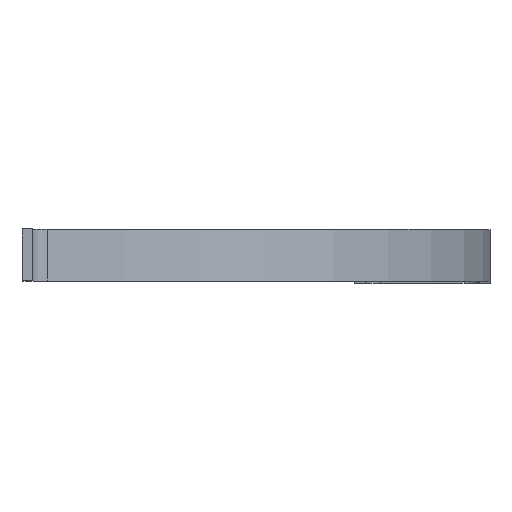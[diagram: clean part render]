
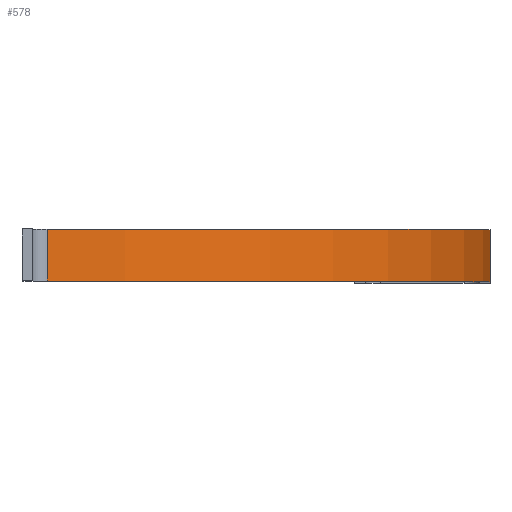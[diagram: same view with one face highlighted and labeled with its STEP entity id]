
A CAD part, top view. The second image highlights one B-rep face of the part: STEP entity #578.
In plain terms, the highlighted cylindrical face has radius 450 mm (diameter 900 mm), a partial arc.
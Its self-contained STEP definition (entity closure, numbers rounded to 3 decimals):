
#14 = CARTESIAN_POINT ( 'NONE',  ( 0., 0., 0. ) ) ;
#40 = DIRECTION ( 'NONE',  ( 0., 0., -1. ) ) ;
#55 = CARTESIAN_POINT ( 'NONE',  ( 450., 50., 0. ) ) ;
#88 = EDGE_CURVE ( 'NONE', #735, #590, #799, .T. ) ;
#194 = DIRECTION ( 'NONE',  ( 0., -1., 0. ) ) ;
#216 = ORIENTED_EDGE ( 'NONE', *, *, #88, .F. ) ;
#222 = ORIENTED_EDGE ( 'NONE', *, *, #366, .T. ) ;
#251 = CARTESIAN_POINT ( 'NONE',  ( 0., 50., 0. ) ) ;
#274 = AXIS2_PLACEMENT_3D ( 'NONE', #937, #728, #40 ) ;
#304 = CIRCLE ( 'NONE', #972, 450. ) ;
#361 = EDGE_CURVE ( 'NONE', #523, #735, #304, .T. ) ;
#366 = EDGE_CURVE ( 'NONE', #638, #590, #854, .T. ) ;
#420 = CARTESIAN_POINT ( 'NONE',  ( 24.194, 50., 449.349 ) ) ;
#425 = CYLINDRICAL_SURFACE ( 'NONE', #274, 450. ) ;
#426 = AXIS2_PLACEMENT_3D ( 'NONE', #14, #700, #475 ) ;
#427 = CARTESIAN_POINT ( 'NONE',  ( 450., 50., 0. ) ) ;
#455 = VECTOR ( 'NONE', #194, 1000. ) ;
#475 = DIRECTION ( 'NONE',  ( 1., 0., 0. ) ) ;
#483 = FACE_OUTER_BOUND ( 'NONE', #911, .T. ) ;
#523 = VERTEX_POINT ( 'NONE', #420 ) ;
#537 = DIRECTION ( 'NONE',  ( 1., 0., 0. ) ) ;
#557 = CARTESIAN_POINT ( 'NONE',  ( 450., 0., 0. ) ) ;
#578 = ADVANCED_FACE ( 'NONE', ( #483 ), #425, .T. ) ;
#590 = VERTEX_POINT ( 'NONE', #557 ) ;
#610 = LINE ( 'NONE', #924, #826 ) ;
#638 = VERTEX_POINT ( 'NONE', #733 ) ;
#685 = DIRECTION ( 'NONE',  ( 0., -1., 0. ) ) ;
#690 = DIRECTION ( 'NONE',  ( 0., 1., 0. ) ) ;
#700 = DIRECTION ( 'NONE',  ( 0., 1., 0. ) ) ;
#728 = DIRECTION ( 'NONE',  ( 0., -1., 0. ) ) ;
#733 = CARTESIAN_POINT ( 'NONE',  ( 24.194, 0., 449.349 ) ) ;
#735 = VERTEX_POINT ( 'NONE', #55 ) ;
#799 = LINE ( 'NONE', #427, #455 ) ;
#824 = EDGE_CURVE ( 'NONE', #523, #638, #610, .T. ) ;
#826 = VECTOR ( 'NONE', #685, 1000. ) ;
#848 = ORIENTED_EDGE ( 'NONE', *, *, #361, .F. ) ;
#849 = ORIENTED_EDGE ( 'NONE', *, *, #824, .T. ) ;
#854 = CIRCLE ( 'NONE', #426, 450. ) ;
#911 = EDGE_LOOP ( 'NONE', ( #222, #216, #848, #849 ) ) ;
#924 = CARTESIAN_POINT ( 'NONE',  ( 24.194, 50., 449.349 ) ) ;
#937 = CARTESIAN_POINT ( 'NONE',  ( 0., 50., 0. ) ) ;
#972 = AXIS2_PLACEMENT_3D ( 'NONE', #251, #690, #537 ) ;
